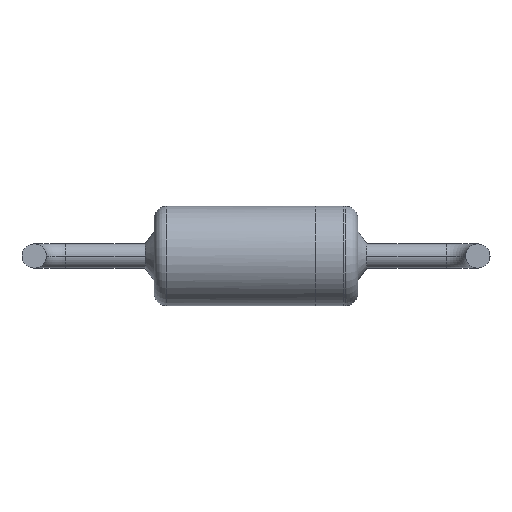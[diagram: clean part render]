
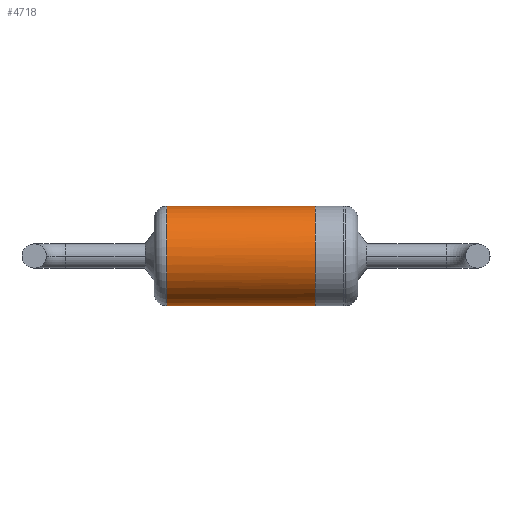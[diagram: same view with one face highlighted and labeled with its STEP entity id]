
A CAD part, front view. The second image highlights one B-rep face of the part: STEP entity #4718.
In plain terms, the highlighted cylindrical face has radius 1.14 mm (diameter 2.28 mm), a partial arc.
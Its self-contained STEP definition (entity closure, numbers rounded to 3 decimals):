
#51 = CARTESIAN_POINT ( 'NONE',  ( 6.44, 1.491, 1.14 ) ) ;
#197 = DIRECTION ( 'NONE',  ( 0., 0., 1. ) ) ;
#309 = CARTESIAN_POINT ( 'NONE',  ( 6.44, 1.64, 1.14 ) ) ;
#444 = CARTESIAN_POINT ( 'NONE',  ( 6.44, 1.64, -1.14 ) ) ;
#798 = CARTESIAN_POINT ( 'NONE',  ( 6.44, 0.5, 0.149 ) ) ;
#901 = ORIENTED_EDGE ( 'NONE', *, *, #4749, .T. ) ;
#1066 = CARTESIAN_POINT ( 'NONE',  ( 6.44, 1.64, 1.14 ) ) ;
#1133 = VERTEX_POINT ( 'NONE', #3025 ) ;
#1151 = EDGE_CURVE ( 'NONE', #3276, #1133, #4396, .T. ) ;
#1202 = CARTESIAN_POINT ( 'NONE',  ( 6.44, 1.342, -1.11 ) ) ;
#1229 = CARTESIAN_POINT ( 'NONE',  ( 6.44, 1.491, -1.14 ) ) ;
#1251 = CARTESIAN_POINT ( 'NONE',  ( 2.54, 1.64, 1.14 ) ) ;
#1470 = CARTESIAN_POINT ( 'NONE',  ( 3.035, 1.64, 0. ) ) ;
#1483 = VERTEX_POINT ( 'NONE', #309 ) ;
#1535 = CARTESIAN_POINT ( 'NONE',  ( 6.44, 0.939, -0.912 ) ) ;
#1826 = CARTESIAN_POINT ( 'NONE',  ( 6.44, 1.342, 1.11 ) ) ;
#2197 = EDGE_CURVE ( 'NONE', #1483, #1133, #4763, .T. ) ;
#2220 = B_SPLINE_CURVE_WITH_KNOTS ( 'NONE', 3,
 ( #444, #1229, #1202, #3168, #1535, #3563, #4311, #4336, #2242, #798, #3592, #2364, #4193, #4362, #2631, #1826, #51, #1066 ),
 .UNSPECIFIED., .F., .F.,
 ( 4, 2, 2, 2, 2, 2, 2, 2, 4 ),
 ( 0.5, 0.563, 0.625, 0.688, 0.75, 0.813, 0.875, 0.938, 1. ),
 .UNSPECIFIED. ) ;
#2242 = CARTESIAN_POINT ( 'NONE',  ( 6.44, 0.5, -0.149 ) ) ;
#2336 = VECTOR ( 'NONE', #3664, 1000. ) ;
#2364 = CARTESIAN_POINT ( 'NONE',  ( 6.44, 0.644, 0.574 ) ) ;
#2631 = CARTESIAN_POINT ( 'NONE',  ( 6.44, 1.066, 0.996 ) ) ;
#2783 = EDGE_CURVE ( 'NONE', #4053, #3276, #2908, .T. ) ;
#2868 = ORIENTED_EDGE ( 'NONE', *, *, #1151, .F. ) ;
#2908 = LINE ( 'NONE', #4012, #2919 ) ;
#2919 = VECTOR ( 'NONE', #3203, 1000. ) ;
#3025 = CARTESIAN_POINT ( 'NONE',  ( 3.035, 1.64, 1.14 ) ) ;
#3168 = CARTESIAN_POINT ( 'NONE',  ( 6.44, 1.066, -0.996 ) ) ;
#3203 = DIRECTION ( 'NONE',  ( -1., 0., 0. ) ) ;
#3276 = VERTEX_POINT ( 'NONE', #4376 ) ;
#3362 = EDGE_LOOP ( 'NONE', ( #3821, #901, #3703, #2868 ) ) ;
#3484 = AXIS2_PLACEMENT_3D ( 'NONE', #1470, #4624, #5074 ) ;
#3563 = CARTESIAN_POINT ( 'NONE',  ( 6.44, 0.728, -0.701 ) ) ;
#3592 = CARTESIAN_POINT ( 'NONE',  ( 6.44, 0.53, 0.298 ) ) ;
#3664 = DIRECTION ( 'NONE',  ( -1., 0., 0. ) ) ;
#3703 = ORIENTED_EDGE ( 'NONE', *, *, #2197, .T. ) ;
#3712 = FACE_OUTER_BOUND ( 'NONE', #3362, .T. ) ;
#3727 = CARTESIAN_POINT ( 'NONE',  ( 6.44, 1.64, -1.14 ) ) ;
#3737 = CARTESIAN_POINT ( 'NONE',  ( 2.54, 1.64, 0. ) ) ;
#3821 = ORIENTED_EDGE ( 'NONE', *, *, #2783, .F. ) ;
#4012 = CARTESIAN_POINT ( 'NONE',  ( 2.54, 1.64, -1.14 ) ) ;
#4053 = VERTEX_POINT ( 'NONE', #3727 ) ;
#4122 = DIRECTION ( 'NONE',  ( -1., 0., 0. ) ) ;
#4193 = CARTESIAN_POINT ( 'NONE',  ( 6.44, 0.728, 0.701 ) ) ;
#4311 = CARTESIAN_POINT ( 'NONE',  ( 6.44, 0.644, -0.574 ) ) ;
#4336 = CARTESIAN_POINT ( 'NONE',  ( 6.44, 0.53, -0.298 ) ) ;
#4362 = CARTESIAN_POINT ( 'NONE',  ( 6.44, 0.939, 0.912 ) ) ;
#4376 = CARTESIAN_POINT ( 'NONE',  ( 3.035, 1.64, -1.14 ) ) ;
#4396 = CIRCLE ( 'NONE', #3484, 1.14 ) ;
#4550 = CYLINDRICAL_SURFACE ( 'NONE', #4589, 1.14 ) ;
#4589 = AXIS2_PLACEMENT_3D ( 'NONE', #3737, #4122, #197 ) ;
#4624 = DIRECTION ( 'NONE',  ( -1., 0., 0. ) ) ;
#4718 = ADVANCED_FACE ( 'NONE', ( #3712 ), #4550, .T. ) ;
#4749 = EDGE_CURVE ( 'NONE', #4053, #1483, #2220, .T. ) ;
#4763 = LINE ( 'NONE', #1251, #2336 ) ;
#5074 = DIRECTION ( 'NONE',  ( 0., 0., 1. ) ) ;
